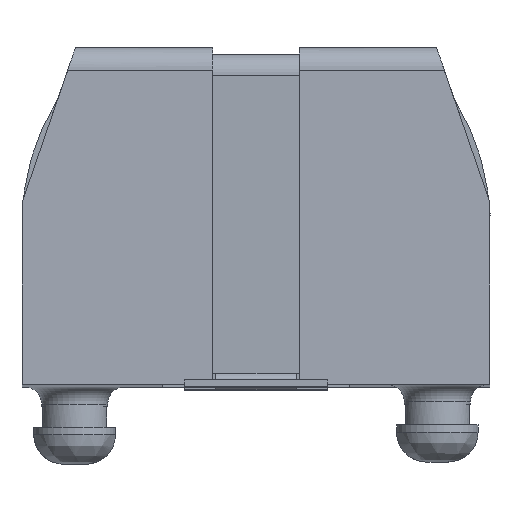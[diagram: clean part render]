
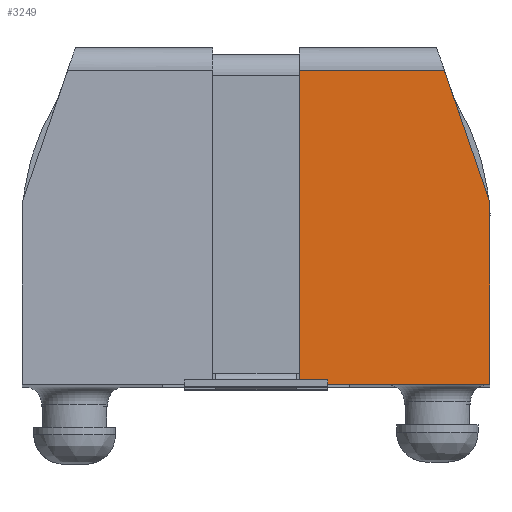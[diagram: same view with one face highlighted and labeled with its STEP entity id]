
A CAD part, top view. The second image highlights one B-rep face of the part: STEP entity #3249.
In plain terms, the highlighted planar face has unit normal (0, 0.018, 1).
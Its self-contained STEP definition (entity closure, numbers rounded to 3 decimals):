
#233=FACE_OUTER_BOUND('',#413,.T.);
#413=EDGE_LOOP('',(#2440,#2441,#2442,#2443,#2444));
#637=LINE('',#4981,#1012);
#698=LINE('',#5112,#1073);
#702=LINE('',#5121,#1077);
#703=LINE('',#5123,#1078);
#704=LINE('',#5124,#1079);
#1012=VECTOR('',#3942,1000.);
#1073=VECTOR('',#4039,1000.);
#1077=VECTOR('',#4047,1000.);
#1078=VECTOR('',#4048,1000.);
#1079=VECTOR('',#4049,1000.);
#1411=VERTEX_POINT('',#4978);
#1412=VERTEX_POINT('',#4980);
#1464=VERTEX_POINT('',#5110);
#1467=VERTEX_POINT('',#5120);
#1468=VERTEX_POINT('',#5122);
#1764=EDGE_CURVE('',#1412,#1411,#637,.T.);
#1831=EDGE_CURVE('',#1411,#1464,#698,.T.);
#1835=EDGE_CURVE('',#1464,#1467,#702,.T.);
#1836=EDGE_CURVE('',#1467,#1468,#703,.T.);
#1837=EDGE_CURVE('',#1468,#1412,#704,.T.);
#2440=ORIENTED_EDGE('',*,*,#1764,.T.);
#2441=ORIENTED_EDGE('',*,*,#1831,.T.);
#2442=ORIENTED_EDGE('',*,*,#1835,.T.);
#2443=ORIENTED_EDGE('',*,*,#1836,.T.);
#2444=ORIENTED_EDGE('',*,*,#1837,.T.);
#3099=PLANE('',#3500);
#3249=ADVANCED_FACE('',(#233),#3099,.T.);
#3500=AXIS2_PLACEMENT_3D('',#5119,#4045,#4046);
#3942=DIRECTION('',(1.,0.,0.));
#4039=DIRECTION('',(0.,1.,-0.017));
#4045=DIRECTION('center_axis',(0.,0.017,1.));
#4046=DIRECTION('ref_axis',(0.,-1.,0.017));
#4047=DIRECTION('',(-0.326,0.945,-0.017));
#4048=DIRECTION('',(-1.,0.,0.));
#4049=DIRECTION('',(0.,-1.,0.017));
#4978=CARTESIAN_POINT('',(10.325,0.,38.527));
#4980=CARTESIAN_POINT('',(1.905,0.,38.527));
#4981=CARTESIAN_POINT('',(0.,0.,38.527));
#5110=CARTESIAN_POINT('',(10.325,8.001,38.387));
#5112=CARTESIAN_POINT('',(10.325,0.,38.527));
#5119=CARTESIAN_POINT('Origin',(114.338,0.,38.527));
#5120=CARTESIAN_POINT('',(8.307,13.861,38.285));
#5121=CARTESIAN_POINT('',(10.325,8.001,38.387));
#5122=CARTESIAN_POINT('',(1.905,13.861,38.285));
#5123=CARTESIAN_POINT('',(114.338,13.861,38.285));
#5124=CARTESIAN_POINT('',(1.905,0.,38.527));
